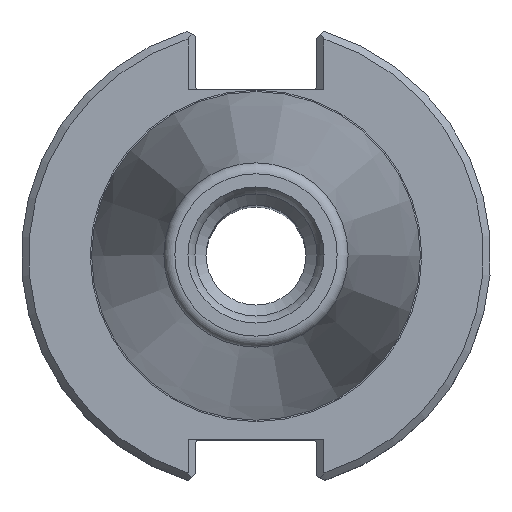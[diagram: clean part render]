
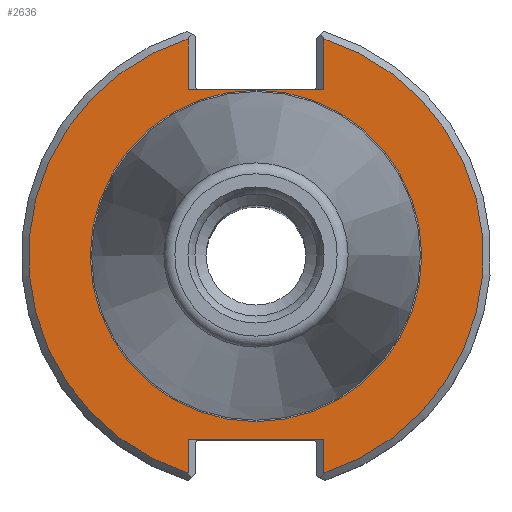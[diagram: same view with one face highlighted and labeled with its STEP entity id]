
A CAD part, top view. The second image highlights one B-rep face of the part: STEP entity #2636.
In plain terms, the highlighted planar face has unit normal (0, 0, 1).
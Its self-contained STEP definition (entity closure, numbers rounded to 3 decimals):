
#56=LINE('',#3970,#121);
#59=LINE('',#3981,#124);
#78=LINE('',#4064,#143);
#80=LINE('',#4080,#145);
#81=LINE('',#4082,#146);
#82=LINE('',#4084,#147);
#121=VECTOR('',#3147,1000.);
#124=VECTOR('',#3152,1000.);
#143=VECTOR('',#3199,1000.);
#145=VECTOR('',#3209,1000.);
#146=VECTOR('',#3210,1000.);
#147=VECTOR('',#3211,1000.);
#655=ORIENTED_EDGE('',*,*,#942,.T.);
#656=ORIENTED_EDGE('',*,*,#937,.T.);
#657=ORIENTED_EDGE('',*,*,#967,.F.);
#658=ORIENTED_EDGE('',*,*,#933,.T.);
#659=ORIENTED_EDGE('',*,*,#959,.T.);
#660=ORIENTED_EDGE('',*,*,#972,.T.);
#661=ORIENTED_EDGE('',*,*,#973,.F.);
#662=ORIENTED_EDGE('',*,*,#974,.T.);
#663=ORIENTED_EDGE('',*,*,#931,.F.);
#931=EDGE_CURVE('',#1135,#1135,#1253,.T.);
#933=EDGE_CURVE('',#1137,#1136,#56,.T.);
#937=EDGE_CURVE('',#1138,#1139,#59,.T.);
#942=EDGE_CURVE('',#1142,#1138,#1254,.T.);
#959=EDGE_CURVE('',#1136,#1153,#1255,.T.);
#967=EDGE_CURVE('',#1137,#1139,#78,.T.);
#972=EDGE_CURVE('',#1153,#1160,#80,.T.);
#973=EDGE_CURVE('',#1161,#1160,#81,.T.);
#974=EDGE_CURVE('',#1161,#1142,#82,.T.);
#1135=VERTEX_POINT('',#3963);
#1136=VERTEX_POINT('',#3969);
#1137=VERTEX_POINT('',#3971);
#1138=VERTEX_POINT('',#3978);
#1139=VERTEX_POINT('',#3980);
#1142=VERTEX_POINT('',#3996);
#1153=VERTEX_POINT('',#4042);
#1160=VERTEX_POINT('',#4081);
#1161=VERTEX_POINT('',#4083);
#1253=CIRCLE('',#2794,22.413);
#1254=CIRCLE('',#2799,30.75);
#1255=CIRCLE('',#2806,30.75);
#1397=EDGE_LOOP('',(#655,#656,#657,#658,#659,#660,#661,#662));
#1398=EDGE_LOOP('',(#663));
#1585=FACE_BOUND('',#1397,.T.);
#1586=FACE_BOUND('',#1398,.T.);
#1690=PLANE('',#2814);
#2636=ADVANCED_FACE('',(#1585,#1586),#1690,.T.);
#2794=AXIS2_PLACEMENT_3D('',#3962,#3143,#3144);
#2799=AXIS2_PLACEMENT_3D('',#3997,#3159,#3160);
#2806=AXIS2_PLACEMENT_3D('',#4043,#3185,#3186);
#2814=AXIS2_PLACEMENT_3D('',#4079,#3207,#3208);
#3143=DIRECTION('',(0.,0.,1.));
#3144=DIRECTION('',(1.,0.,0.));
#3147=DIRECTION('',(0.,-1.,0.));
#3152=DIRECTION('',(0.,1.,0.));
#3159=DIRECTION('',(0.,0.,1.));
#3160=DIRECTION('',(1.,0.,0.));
#3185=DIRECTION('',(0.,0.,1.));
#3186=DIRECTION('',(1.,0.,0.));
#3199=DIRECTION('',(-1.,0.,0.));
#3207=DIRECTION('',(0.,0.,1.));
#3208=DIRECTION('',(1.,0.,0.));
#3209=DIRECTION('',(0.,-1.,0.));
#3210=DIRECTION('',(1.,0.,0.));
#3211=DIRECTION('',(0.,1.,0.));
#3962=CARTESIAN_POINT('',(0.,0.,-3.17));
#3963=CARTESIAN_POINT('',(22.413,0.,-3.17));
#3969=CARTESIAN_POINT('',(9.19,-29.345,-3.17));
#3970=CARTESIAN_POINT('',(9.19,-30.831,-3.17));
#3971=CARTESIAN_POINT('',(9.19,-24.87,-3.17));
#3978=CARTESIAN_POINT('',(-9.19,-29.345,-3.17));
#3980=CARTESIAN_POINT('',(-9.19,-24.87,-3.17));
#3981=CARTESIAN_POINT('',(-9.19,-24.87,-3.17));
#3996=CARTESIAN_POINT('',(-9.19,29.345,-3.17));
#3997=CARTESIAN_POINT('',(0.,0.,-3.17));
#4042=CARTESIAN_POINT('',(9.19,29.345,-3.17));
#4043=CARTESIAN_POINT('',(0.,0.,-3.17));
#4064=CARTESIAN_POINT('',(8.19,-24.87,-3.17));
#4079=CARTESIAN_POINT('',(22.413,0.,-3.17));
#4080=CARTESIAN_POINT('',(9.19,22.46,-3.17));
#4081=CARTESIAN_POINT('',(9.19,22.46,-3.17));
#4082=CARTESIAN_POINT('',(-8.19,22.46,-3.17));
#4083=CARTESIAN_POINT('',(-9.19,22.46,-3.17));
#4084=CARTESIAN_POINT('',(-9.19,30.831,-3.17));
